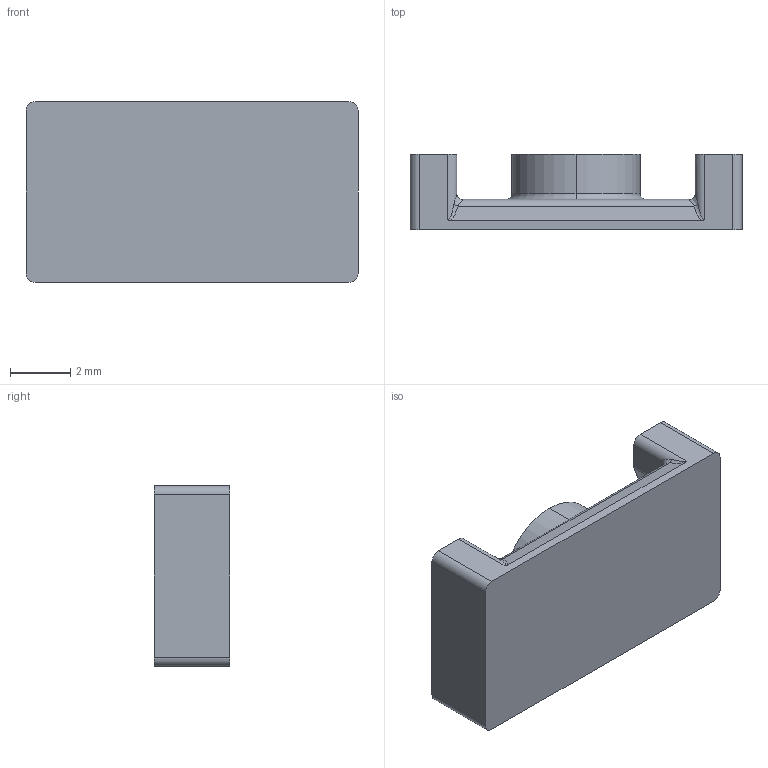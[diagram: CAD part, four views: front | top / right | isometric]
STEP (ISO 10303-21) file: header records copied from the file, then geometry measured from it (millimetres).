
FILE_DESCRIPTION((''),'2;1');
FILE_NAME('C61036-A0164-C002-04-7606','2018-05-25T',('ec7121'),(''),'PRO/ENGINEER BY PARAMETRIC TECHNOLOGY CORPORATION, 2014000','PRO/ENGINEER BY PARAMETRIC TECHNOLOGY CORPORATION, 2014000','');
FILE_SCHEMA(('CONFIG_CONTROL_DESIGN'));
Length unit declared in the file: millimetre
Products named in the file (1): C61036-A0164-C002-04-7606
Bounding box: 11 x 2.5 x 6 mm (x, y, z)
Volume: 110.9 mm3; surface area: 223.7 mm2
Topology: 1 solids, 1 shells, 57 faces, 140 edges, 86 vertices
Faces by surface type: cylinder 22, plane 15, torus 12, bspline 8
Entity records: 2762 total; most frequent: CARTESIAN_POINT 1395, DIRECTION 284, ORIENTED_EDGE 280, EDGE_CURVE 140, AXIS2_PLACEMENT_3D 115, VERTEX_POINT 86, CIRCLE 66, EDGE_LOOP 58
